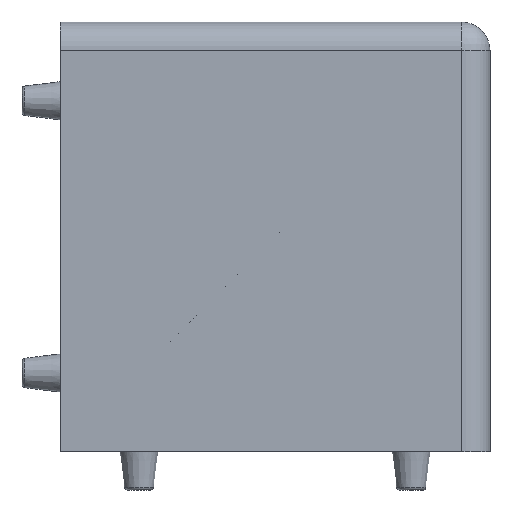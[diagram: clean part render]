
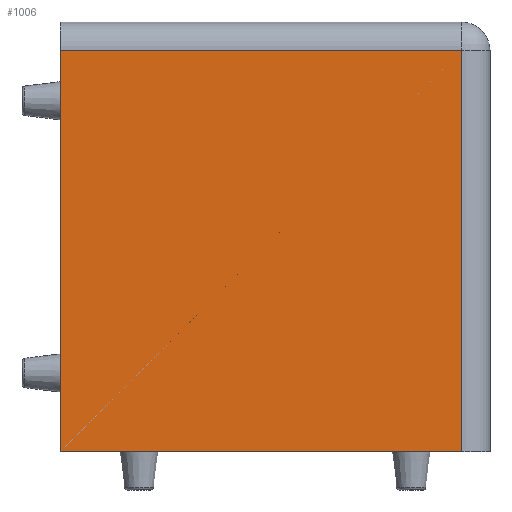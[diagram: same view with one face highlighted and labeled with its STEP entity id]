
A CAD part, left-side view. The second image highlights one B-rep face of the part: STEP entity #1006.
In plain terms, the highlighted planar face has unit normal (-1, 0, 0).
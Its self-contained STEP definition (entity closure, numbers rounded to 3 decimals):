
#34=PLANE('',#1175);
#83=LINE('',#1793,#125);
#86=LINE('',#1799,#128);
#97=LINE('',#1824,#139);
#98=LINE('',#1825,#140);
#125=VECTOR('',#1471,42.);
#128=VECTOR('',#1476,42.);
#139=VECTOR('',#1497,42.);
#140=VECTOR('',#1498,42.);
#189=FACE_OUTER_BOUND('',#253,.T.);
#253=EDGE_LOOP('',(#845,#846,#847,#848));
#464=VERTEX_POINT('',#1790);
#465=VERTEX_POINT('',#1792);
#467=VERTEX_POINT('',#1798);
#476=VERTEX_POINT('',#1823);
#595=EDGE_CURVE('',#465,#464,#83,.T.);
#598=EDGE_CURVE('',#467,#465,#86,.T.);
#611=EDGE_CURVE('',#464,#476,#97,.T.);
#612=EDGE_CURVE('',#476,#467,#98,.T.);
#845=ORIENTED_EDGE('',*,*,#595,.T.);
#846=ORIENTED_EDGE('',*,*,#611,.T.);
#847=ORIENTED_EDGE('',*,*,#612,.T.);
#848=ORIENTED_EDGE('',*,*,#598,.T.);
#1006=ADVANCED_FACE('',(#189),#34,.F.);
#1175=AXIS2_PLACEMENT_3D('',#1822,#1495,#1496);
#1471=DIRECTION('',(0.,-1.,0.));
#1476=DIRECTION('',(0.,0.,-1.));
#1495=DIRECTION('center_axis',(1.,0.,0.));
#1496=DIRECTION('ref_axis',(0.,0.,-1.));
#1497=DIRECTION('',(0.,0.,1.));
#1498=DIRECTION('',(0.,1.,0.));
#1790=CARTESIAN_POINT('',(-22.5,-19.5,-22.5));
#1792=CARTESIAN_POINT('',(-22.5,22.5,-22.5));
#1793=CARTESIAN_POINT('',(-22.5,22.5,-22.5));
#1798=CARTESIAN_POINT('',(-22.5,22.5,19.5));
#1799=CARTESIAN_POINT('',(-22.5,22.5,19.5));
#1822=CARTESIAN_POINT('Origin',(-22.5,22.5,22.5));
#1823=CARTESIAN_POINT('',(-22.5,-19.5,19.5));
#1824=CARTESIAN_POINT('',(-22.5,-19.5,-22.5));
#1825=CARTESIAN_POINT('',(-22.5,-19.5,19.5));
